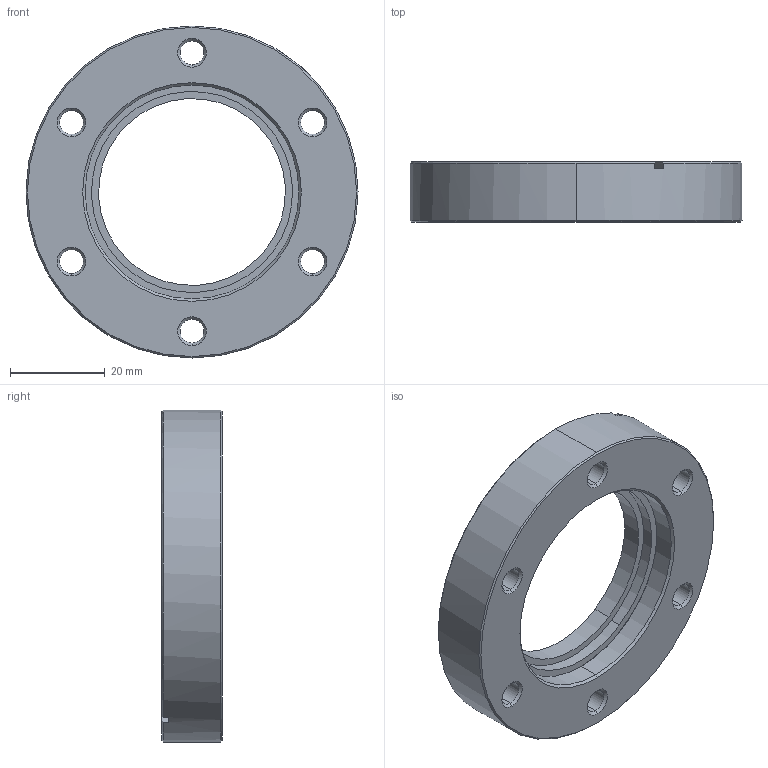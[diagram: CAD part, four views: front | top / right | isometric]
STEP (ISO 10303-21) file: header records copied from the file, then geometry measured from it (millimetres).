
FILE_DESCRIPTION (( 'STEP AP214' ), '1' );
FILE_NAME ('Hositrad_CF35-43-RT.STEP', '2017-05-02T06:49:54', ( 'Gebruiker' ), ( '' ), 'SwSTEP 2.0', 'SolidWorks 2017', '' );
FILE_SCHEMA (( 'AUTOMOTIVE_DESIGN' ));
Length unit declared in the file: millimetre
Products named in the file (3): CF35-BRT-outerring; CF35-BR-innerring_CF35-43-W; Hositrad_CF35-43-RT
Assembly tree (2 placements, depth 2):
  Hositrad_CF35-43-RT
    CF35-BR-innerring_CF35-43-W
    CF35-BRT-outerring
Bounding box: 70 x 12.7 x 70 mm (x, y, z)
Volume: 28679.6 mm3; surface area: 13018.3 mm2
Topology: 2 solids, 2 shells, 77 faces, 180 edges, 108 vertices
Faces by surface type: cone 40, cylinder 24, plane 13
Entity records: 2506 total; most frequent: DIRECTION 432, CARTESIAN_POINT 394, ORIENTED_EDGE 360, EDGE_CURVE 180, AXIS2_PLACEMENT_3D 178, VERTEX_POINT 108, CIRCLE 96, EDGE_LOOP 94
